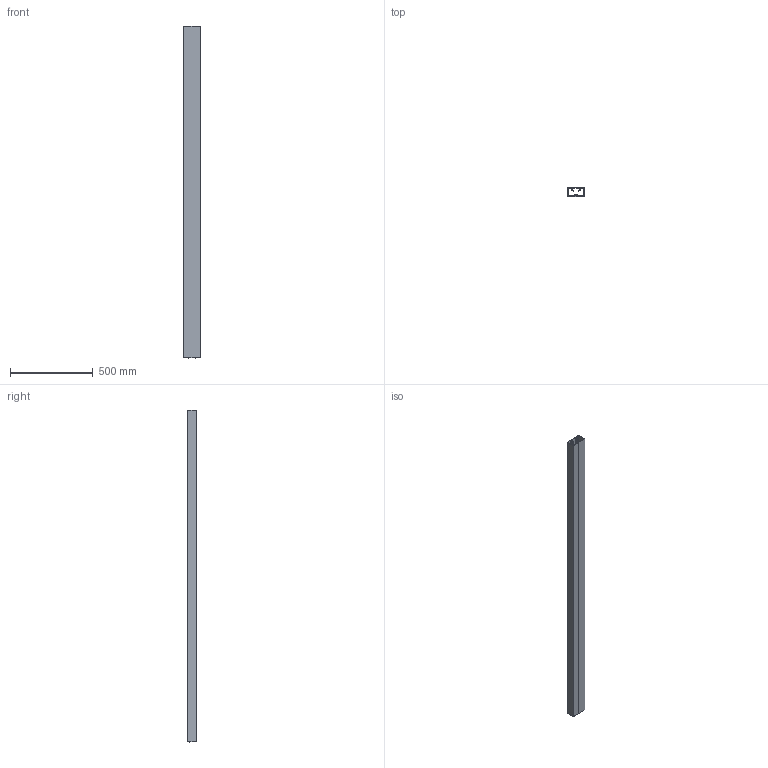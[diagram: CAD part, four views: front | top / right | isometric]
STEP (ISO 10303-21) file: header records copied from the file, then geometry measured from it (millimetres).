
FILE_DESCRIPTION (( 'STEP AP214' ), '1' );
FILE_NAME ('6113002.STP', '2021-02-10T12:21:57', ( '' ), ( '' ), 'SwSTEP 2.0', 'SolidWorks 2020', '' );
FILE_SCHEMA (( 'AUTOMOTIVE_DESIGN' ));
Length unit declared in the file: millimetre
Products named in the file (3): 070045_L=2000 mit Lochung; 070046_L=2000; 6113002
Assembly tree (2 placements, depth 2):
  6113002
    070045_L=2000 mit Lochung
    070046_L=2000
Bounding box: 100 x 53 x 2000 mm (x, y, z)
Volume: 1841829.1 mm3; surface area: 1519606.1 mm2
Topology: 2 solids, 2 shells, 62 faces, 174 edges, 116 vertices
Faces by surface type: plane 58, cylinder 4
Entity records: 2758 total; most frequent: CARTESIAN_POINT 357, ORIENTED_EDGE 348, DIRECTION 316, EDGE_CURVE 174, LINE 166, VECTOR 166, VERTEX_POINT 116, AXIS2_PLACEMENT_3D 75
